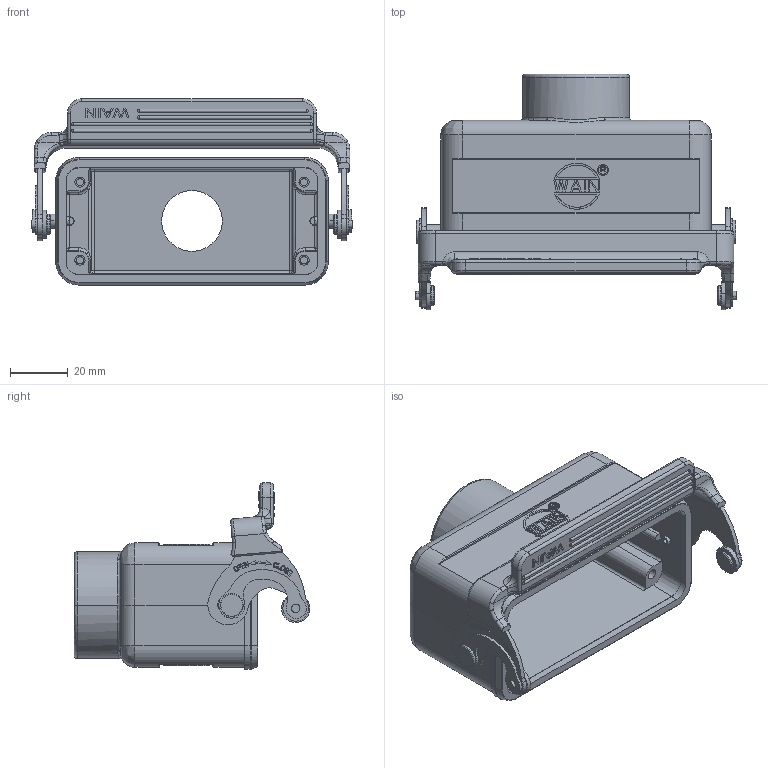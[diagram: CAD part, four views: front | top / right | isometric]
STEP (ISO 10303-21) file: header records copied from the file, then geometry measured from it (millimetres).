
FILE_DESCRIPTION((''),'2;1');
FILE_NAME('3D_1110167211003_H16B-CCT-1L_SC','2020-10-14T',('xk.he'),(''),'CREO PARAMETRIC BY PTC INC, 2016130','CREO PARAMETRIC BY PTC INC, 2016130','');
FILE_SCHEMA(('CONFIG_CONTROL_DESIGN'));
Length unit declared in the file: inch
Products named in the file (1): 3D_1110167211003_H16B-CCT-1L_SC
Bounding box: 110.7 x 81.48 x 64.43 mm (x, y, z)
Surface area: 45497.9 mm2 (no closed solid volume)
Topology: 0 solids, 37 shells, 1298 faces, 3615 edges, 2416 vertices
Faces by surface type: plane 619, extrusion 282, cylinder 225, bspline 56, cone 48, torus 46, sphere 18, revolution 4
Entity records: 46289 total; most frequent: CARTESIAN_POINT 14152, ORIENTED_EDGE 6876, DIRECTION 5824, EDGE_CURVE 3597, VERTEX_POINT 2416, VECTOR 2344, LINE 2062, AXIS2_PLACEMENT_3D 1738
